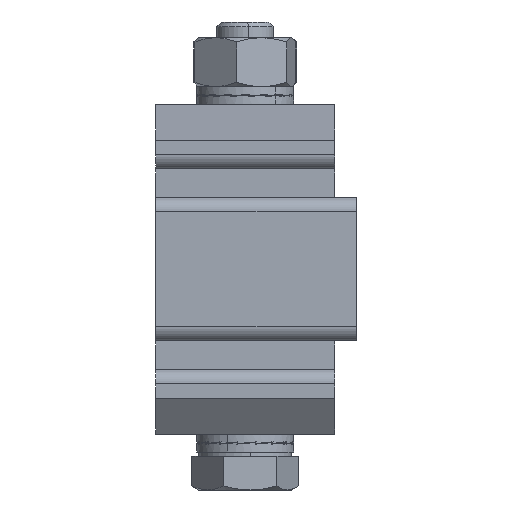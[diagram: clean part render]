
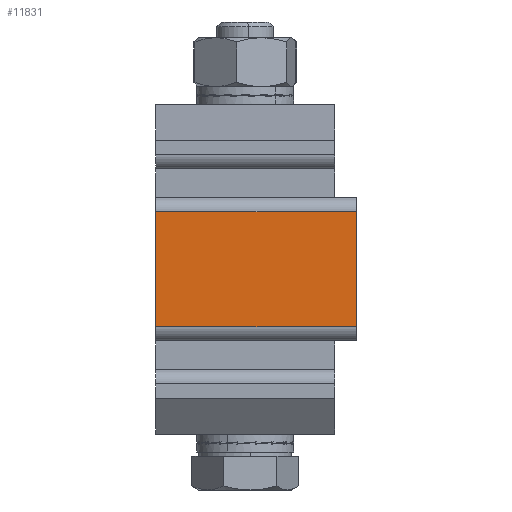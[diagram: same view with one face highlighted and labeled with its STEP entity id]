
A CAD part, left-side view. The second image highlights one B-rep face of the part: STEP entity #11831.
In plain terms, the highlighted planar face has unit normal (-1, 0, 0).
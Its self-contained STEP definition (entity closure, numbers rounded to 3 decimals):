
#139 = CARTESIAN_POINT ( 'NONE',  ( -110., 12.5, 4. ) ) ;
#216 = VECTOR ( 'NONE', #9549, 1000. ) ;
#3032 = ORIENTED_EDGE ( 'NONE', *, *, #19030, .F. ) ;
#3512 = FACE_OUTER_BOUND ( 'NONE', #14326, .T. ) ;
#3821 = DIRECTION ( 'NONE',  ( 0., -1., 0. ) ) ;
#5314 = CARTESIAN_POINT ( 'NONE',  ( -110., 12.5, 6. ) ) ;
#5672 = DIRECTION ( 'NONE',  ( 0., 0., -1. ) ) ;
#5800 = PLANE ( 'NONE',  #9013 ) ;
#7322 = CARTESIAN_POINT ( 'NONE',  ( -110., 12.5, 4. ) ) ;
#8658 = VERTEX_POINT ( 'NONE', #15308 ) ;
#9013 = AXIS2_PLACEMENT_3D ( 'NONE', #7322, #15502, #5672 ) ;
#9362 = VECTOR ( 'NONE', #16192, 1000. ) ;
#9549 = DIRECTION ( 'NONE',  ( 0., 0., 1. ) ) ;
#9746 = CARTESIAN_POINT ( 'NONE',  ( -110., -15.5, 22. ) ) ;
#10401 = DIRECTION ( 'NONE',  ( 0., 1., 0. ) ) ;
#10606 = EDGE_CURVE ( 'NONE', #13593, #8658, #19166, .T. ) ;
#10676 = VERTEX_POINT ( 'NONE', #12831 ) ;
#10682 = VECTOR ( 'NONE', #3821, 1000. ) ;
#11291 = CARTESIAN_POINT ( 'NONE',  ( -110., -15.5, 4. ) ) ;
#11552 = EDGE_CURVE ( 'NONE', #10676, #13593, #15851, .T. ) ;
#11782 = VECTOR ( 'NONE', #10401, 1000. ) ;
#11831 = ADVANCED_FACE ( 'NONE', ( #3512 ), #5800, .F. ) ;
#12831 = CARTESIAN_POINT ( 'NONE',  ( -110., -15.5, 6. ) ) ;
#13072 = ORIENTED_EDGE ( 'NONE', *, *, #10606, .T. ) ;
#13593 = VERTEX_POINT ( 'NONE', #9746 ) ;
#13685 = EDGE_CURVE ( 'NONE', #17844, #10676, #15542, .T. ) ;
#14326 = EDGE_LOOP ( 'NONE', ( #20112, #13072, #3032, #16758 ) ) ;
#14805 = LINE ( 'NONE', #139, #9362 ) ;
#15308 = CARTESIAN_POINT ( 'NONE',  ( -110., 12.5, 22. ) ) ;
#15502 = DIRECTION ( 'NONE',  ( 1., 0., 0. ) ) ;
#15542 = LINE ( 'NONE', #19980, #10682 ) ;
#15851 = LINE ( 'NONE', #11291, #216 ) ;
#16192 = DIRECTION ( 'NONE',  ( 0., 0., 1. ) ) ;
#16758 = ORIENTED_EDGE ( 'NONE', *, *, #13685, .T. ) ;
#16959 = CARTESIAN_POINT ( 'NONE',  ( -110., 12.5, 22. ) ) ;
#17844 = VERTEX_POINT ( 'NONE', #5314 ) ;
#19030 = EDGE_CURVE ( 'NONE', #17844, #8658, #14805, .T. ) ;
#19166 = LINE ( 'NONE', #16959, #11782 ) ;
#19980 = CARTESIAN_POINT ( 'NONE',  ( -110., -15.5, 6. ) ) ;
#20112 = ORIENTED_EDGE ( 'NONE', *, *, #11552, .T. ) ;
